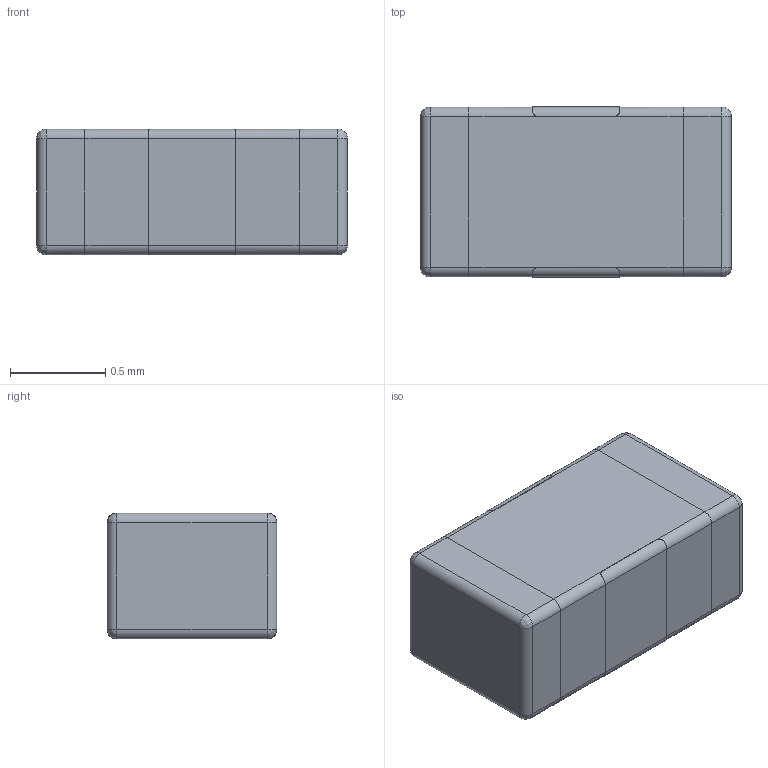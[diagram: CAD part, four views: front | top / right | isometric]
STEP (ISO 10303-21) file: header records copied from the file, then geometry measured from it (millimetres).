
FILE_DESCRIPTION (( 'STEP AP214' ), '1' );
FILE_NAME ('02F48626-EB6F-46A1-A529-5A0886DE4E25.STEP', '2024-06-12T12:14:55', ( '' ), ( '' ), 'SwSTEP 2.0', 'SolidWorks 2022', '' );
FILE_SCHEMA (( 'AUTOMOTIVE_DESIGN' ));
Length unit declared in the file: millimetre
Products named in the file (1): 02F48626-EB6F-46A1-A529-5A0886DE4E25
Bounding box: 1.63 x 0.89 x 0.66 mm (x, y, z)
Volume: 0.9 mm3; surface area: 6 mm2
Topology: 1 solids, 1 shells, 78 faces, 172 edges, 88 vertices
Faces by surface type: cylinder 40, plane 30, bspline 8
Entity records: 2328 total; most frequent: CARTESIAN_POINT 667, ORIENTED_EDGE 328, DIRECTION 258, EDGE_CURVE 164, AXIS2_PLACEMENT_3D 95, VERTEX_POINT 88, EDGE_LOOP 78, ADVANCED_FACE 78
